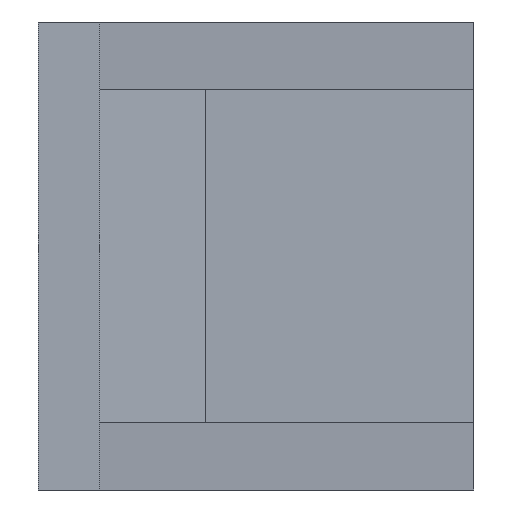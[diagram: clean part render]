
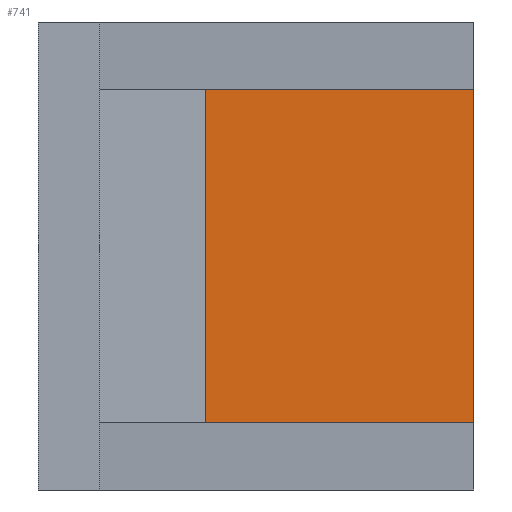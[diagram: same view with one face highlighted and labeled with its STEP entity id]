
A CAD part, left-side view. The second image highlights one B-rep face of the part: STEP entity #741.
In plain terms, the highlighted planar face has unit normal (-1, 0, 0).
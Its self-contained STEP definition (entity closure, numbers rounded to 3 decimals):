
#69=FACE_OUTER_BOUND('',#117,.T.);
#117=EDGE_LOOP('',(#596,#597,#598,#599));
#184=LINE('',#1231,#273);
#197=LINE('',#1257,#286);
#200=LINE('',#1262,#289);
#201=LINE('',#1263,#290);
#273=VECTOR('',#939,10.);
#286=VECTOR('',#956,10.);
#289=VECTOR('',#961,10.);
#290=VECTOR('',#962,10.);
#353=VERTEX_POINT('',#1224);
#355=VERTEX_POINT('',#1230);
#366=VERTEX_POINT('',#1256);
#367=VERTEX_POINT('',#1261);
#436=EDGE_CURVE('',#355,#353,#184,.T.);
#449=EDGE_CURVE('',#355,#366,#197,.T.);
#452=EDGE_CURVE('',#367,#353,#200,.T.);
#453=EDGE_CURVE('',#367,#366,#201,.T.);
#596=ORIENTED_EDGE('',*,*,#436,.T.);
#597=ORIENTED_EDGE('',*,*,#452,.F.);
#598=ORIENTED_EDGE('',*,*,#453,.T.);
#599=ORIENTED_EDGE('',*,*,#449,.F.);
#698=PLANE('',#807);
#741=ADVANCED_FACE('',(#69),#698,.T.);
#807=AXIS2_PLACEMENT_3D('',#1260,#959,#960);
#939=DIRECTION('',(0.,-1.,0.));
#956=DIRECTION('',(0.,0.,1.));
#959=DIRECTION('center_axis',(-1.,0.,0.));
#960=DIRECTION('ref_axis',(0.,0.,-1.));
#961=DIRECTION('',(0.,0.,-1.));
#962=DIRECTION('',(0.,1.,0.));
#1224=CARTESIAN_POINT('',(46.575,-35.,-14.95));
#1230=CARTESIAN_POINT('',(46.575,-11.,-14.95));
#1231=CARTESIAN_POINT('',(46.575,-9.125,-14.95));
#1256=CARTESIAN_POINT('',(46.575,-11.,14.95));
#1257=CARTESIAN_POINT('',(46.575,-11.,10.475));
#1260=CARTESIAN_POINT('Origin',(46.575,0.,20.95));
#1261=CARTESIAN_POINT('',(46.575,-35.,14.95));
#1262=CARTESIAN_POINT('',(46.575,-35.,-20.95));
#1263=CARTESIAN_POINT('',(46.575,-9.125,14.95));
